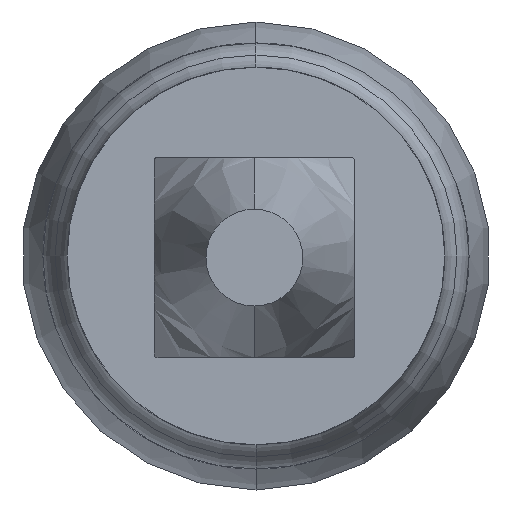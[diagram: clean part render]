
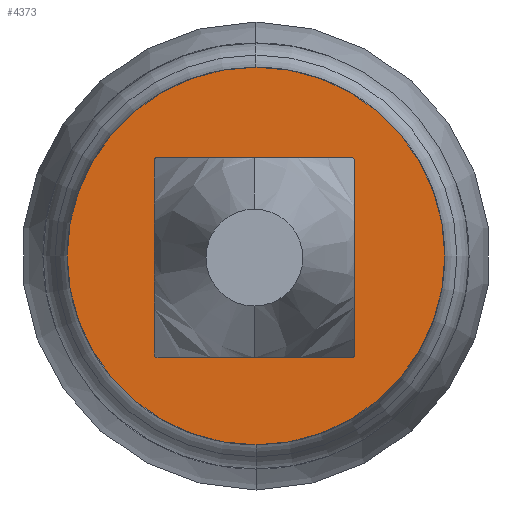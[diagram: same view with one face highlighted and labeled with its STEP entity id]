
A CAD part, front view. The second image highlights one B-rep face of the part: STEP entity #4373.
In plain terms, the highlighted planar face has unit normal (0, -1, 0).
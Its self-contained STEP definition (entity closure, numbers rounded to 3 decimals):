
#22 = ORIENTED_EDGE ( 'NONE', *, *, #3155, .T. ) ;
#72 = CARTESIAN_POINT ( 'NONE',  ( 0., -30., -0.585 ) ) ;
#88 = ORIENTED_EDGE ( 'NONE', *, *, #2339, .T. ) ;
#122 = EDGE_CURVE ( 'Defeature ausgef�hrt3_37+Defeature ausgef�hrt3_1+Defeature ausgef�hrt3_36+Defeature ausgef�hrt3_34', #2157, #4333, #2158, .T. ) ;
#125 = CARTESIAN_POINT ( 'NONE',  ( -0.31, -30., -0.315 ) ) ;
#127 = CIRCLE ( 'NONE', #1987, 0.585 ) ;
#226 = DIRECTION ( 'NONE',  ( 0., 1., 0. ) ) ;
#318 = ORIENTED_EDGE ( 'NONE', *, *, #4668, .F. ) ;
#348 = FACE_OUTER_BOUND ( 'NONE', #997, .T. ) ;
#409 = AXIS2_PLACEMENT_3D ( 'NONE', #2758, #3863, #2357 ) ;
#423 = EDGE_CURVE ( 'Defeature ausgef�hrt3_1+Defeature ausgef�hrt3_35+Defeature ausgef�hrt3_38+Defeature ausgef�hrt3_39', #4447, #2630, #1282, .T. ) ;
#608 = CIRCLE ( 'NONE', #824, 0.435 ) ;
#642 = AXIS2_PLACEMENT_3D ( 'NONE', #4673, #226, #2548 ) ;
#674 = DIRECTION ( 'NONE',  ( 0., 1., 0. ) ) ;
#681 = AXIS2_PLACEMENT_3D ( 'NONE', #2568, #3688, #3332 ) ;
#763 = VERTEX_POINT ( 'NONE', #4055 ) ;
#772 = CIRCLE ( 'NONE', #409, 0.585 ) ;
#783 = CARTESIAN_POINT ( 'NONE',  ( 0., -30., 0. ) ) ;
#824 = AXIS2_PLACEMENT_3D ( 'NONE', #3599, #674, #3276 ) ;
#840 = VECTOR ( 'NONE', #2634, 1000. ) ;
#990 = VERTEX_POINT ( 'NONE', #2640 ) ;
#997 = EDGE_LOOP ( 'NONE', ( #2536, #2268 ) ) ;
#1059 = CARTESIAN_POINT ( 'NONE',  ( 0.305, -30., 0.305 ) ) ;
#1226 = EDGE_CURVE ( 'Defeature ausgef�hrt3_1+Defeature ausgef�hrt3_34+Defeature ausgef�hrt3_40+Defeature ausgef�hrt3_37', #1696, #4333, #608, .T. ) ;
#1282 = CIRCLE ( 'NONE', #3871, 0.435 ) ;
#1349 = EDGE_CURVE ( 'Defeature ausgef�hrt3_38+Defeature ausgef�hrt3_1+Defeature ausgef�hrt3_35+Defeature ausgef�hrt3_36', #4447, #1783, #1830, .T. ) ;
#1396 = AXIS2_PLACEMENT_3D ( 'NONE', #4328, #2834, #3247 ) ;
#1424 = CARTESIAN_POINT ( 'NONE',  ( -0.315, -30., 0.3 ) ) ;
#1442 = EDGE_CURVE ( 'Defeature ausgef�hrt3_2+Defeature ausgef�hrt3_1+Defeature ausgef�hrt3_1+Defeature ausgef�hrt3_1', #4213, #990, #772, .T. ) ;
#1628 = CARTESIAN_POINT ( 'NONE',  ( -0.005, -30., -0.005 ) ) ;
#1696 = VERTEX_POINT ( 'NONE', #1807 ) ;
#1716 = PLANE ( 'NONE',  #1396 ) ;
#1761 = CARTESIAN_POINT ( 'NONE',  ( 0.305, -30., -0.315 ) ) ;
#1783 = VERTEX_POINT ( 'NONE', #3375 ) ;
#1807 = CARTESIAN_POINT ( 'NONE',  ( 0.305, -30., -0.31 ) ) ;
#1830 = LINE ( 'NONE', #2306, #840 ) ;
#1921 = ORIENTED_EDGE ( 'NONE', *, *, #423, .T. ) ;
#1978 = ORIENTED_EDGE ( 'NONE', *, *, #4813, .F. ) ;
#1987 = AXIS2_PLACEMENT_3D ( 'NONE', #783, #4068, #2203 ) ;
#2029 = DIRECTION ( 'NONE',  ( 1., 0., 0. ) ) ;
#2049 = VECTOR ( 'NONE', #4656, 1000. ) ;
#2157 = VERTEX_POINT ( 'NONE', #125 ) ;
#2158 = LINE ( 'NONE', #2767, #2806 ) ;
#2203 = DIRECTION ( 'NONE',  ( 0., 0., 1. ) ) ;
#2268 = ORIENTED_EDGE ( 'NONE', *, *, #1442, .F. ) ;
#2306 = CARTESIAN_POINT ( 'NONE',  ( -0.315, -30., -0.315 ) ) ;
#2326 = CARTESIAN_POINT ( 'NONE',  ( -0.31, -30., 0.305 ) ) ;
#2328 = ORIENTED_EDGE ( 'NONE', *, *, #1349, .F. ) ;
#2339 = EDGE_CURVE ( 'Defeature ausgef�hrt3_1+Defeature ausgef�hrt3_33+Defeature ausgef�hrt3_39+Defeature ausgef�hrt3_40', #763, #3434, #2882, .T. ) ;
#2344 = DIRECTION ( 'NONE',  ( 0., 0., 1. ) ) ;
#2353 = CARTESIAN_POINT ( 'NONE',  ( 0.305, -30., 0.3 ) ) ;
#2357 = DIRECTION ( 'NONE',  ( 0., 0., 1. ) ) ;
#2536 = ORIENTED_EDGE ( 'NONE', *, *, #3899, .F. ) ;
#2548 = DIRECTION ( 'NONE',  ( 0., 0., 1. ) ) ;
#2568 = CARTESIAN_POINT ( 'NONE',  ( -0.005, -30., -0.005 ) ) ;
#2630 = VERTEX_POINT ( 'NONE', #2326 ) ;
#2634 = DIRECTION ( 'NONE',  ( 0., 0., -1. ) ) ;
#2640 = CARTESIAN_POINT ( 'NONE',  ( 0., -30., 0.585 ) ) ;
#2758 = CARTESIAN_POINT ( 'NONE',  ( 0., -30., 0. ) ) ;
#2767 = CARTESIAN_POINT ( 'NONE',  ( 0.305, -30., -0.315 ) ) ;
#2806 = VECTOR ( 'NONE', #2029, 1000. ) ;
#2834 = DIRECTION ( 'NONE',  ( 0., 1., 0. ) ) ;
#2871 = LINE ( 'NONE', #1761, #2049 ) ;
#2882 = CIRCLE ( 'NONE', #642, 0.435 ) ;
#3077 = ORIENTED_EDGE ( 'NONE', *, *, #1226, .T. ) ;
#3155 = EDGE_CURVE ( 'Defeature ausgef�hrt3_1+Defeature ausgef�hrt3_36+Defeature ausgef�hrt3_37+Defeature ausgef�hrt3_38', #2157, #1783, #4543, .T. ) ;
#3217 = CARTESIAN_POINT ( 'NONE',  ( 0.3, -30., -0.315 ) ) ;
#3247 = DIRECTION ( 'NONE',  ( 0., 0., 1. ) ) ;
#3276 = DIRECTION ( 'NONE',  ( 0., 0., 1. ) ) ;
#3314 = ORIENTED_EDGE ( 'NONE', *, *, #122, .F. ) ;
#3321 = LINE ( 'NONE', #1059, #3558 ) ;
#3332 = DIRECTION ( 'NONE',  ( 0., 0., 1. ) ) ;
#3375 = CARTESIAN_POINT ( 'NONE',  ( -0.315, -30., -0.31 ) ) ;
#3434 = VERTEX_POINT ( 'NONE', #2353 ) ;
#3558 = VECTOR ( 'NONE', #3656, 1000. ) ;
#3599 = CARTESIAN_POINT ( 'NONE',  ( -0.005, -30., -0.005 ) ) ;
#3656 = DIRECTION ( 'NONE',  ( -1., 0., 0. ) ) ;
#3688 = DIRECTION ( 'NONE',  ( 0., 1., 0. ) ) ;
#3765 = EDGE_LOOP ( 'NONE', ( #2328, #1921, #1978, #88, #318, #3077, #3314, #22 ) ) ;
#3863 = DIRECTION ( 'NONE',  ( 0., 1., 0. ) ) ;
#3871 = AXIS2_PLACEMENT_3D ( 'NONE', #1628, #4547, #2344 ) ;
#3899 = EDGE_CURVE ( 'Defeature ausgef�hrt3_2+Defeature ausgef�hrt3_1+Defeature ausgef�hrt3_1+Defeature ausgef�hrt3_1', #990, #4213, #127, .T. ) ;
#4055 = CARTESIAN_POINT ( 'NONE',  ( 0.3, -30., 0.305 ) ) ;
#4068 = DIRECTION ( 'NONE',  ( 0., 1., 0. ) ) ;
#4213 = VERTEX_POINT ( 'NONE', #72 ) ;
#4313 = FACE_BOUND ( 'NONE', #3765, .T. ) ;
#4328 = CARTESIAN_POINT ( 'NONE',  ( 0.585, -30., 0. ) ) ;
#4333 = VERTEX_POINT ( 'NONE', #3217 ) ;
#4373 = ADVANCED_FACE ( 'Defeature ausgef�hrt3_1', ( #4313, #348 ), #1716, .F. ) ;
#4447 = VERTEX_POINT ( 'NONE', #1424 ) ;
#4543 = CIRCLE ( 'NONE', #681, 0.435 ) ;
#4547 = DIRECTION ( 'NONE',  ( 0., 1., 0. ) ) ;
#4656 = DIRECTION ( 'NONE',  ( 0., 0., 1. ) ) ;
#4668 = EDGE_CURVE ( 'Defeature ausgef�hrt3_40+Defeature ausgef�hrt3_1+Defeature ausgef�hrt3_34+Defeature ausgef�hrt3_33', #1696, #3434, #2871, .T. ) ;
#4673 = CARTESIAN_POINT ( 'NONE',  ( -0.005, -30., -0.005 ) ) ;
#4813 = EDGE_CURVE ( 'Defeature ausgef�hrt3_39+Defeature ausgef�hrt3_1+Defeature ausgef�hrt3_33+Defeature ausgef�hrt3_35', #763, #2630, #3321, .T. ) ;
